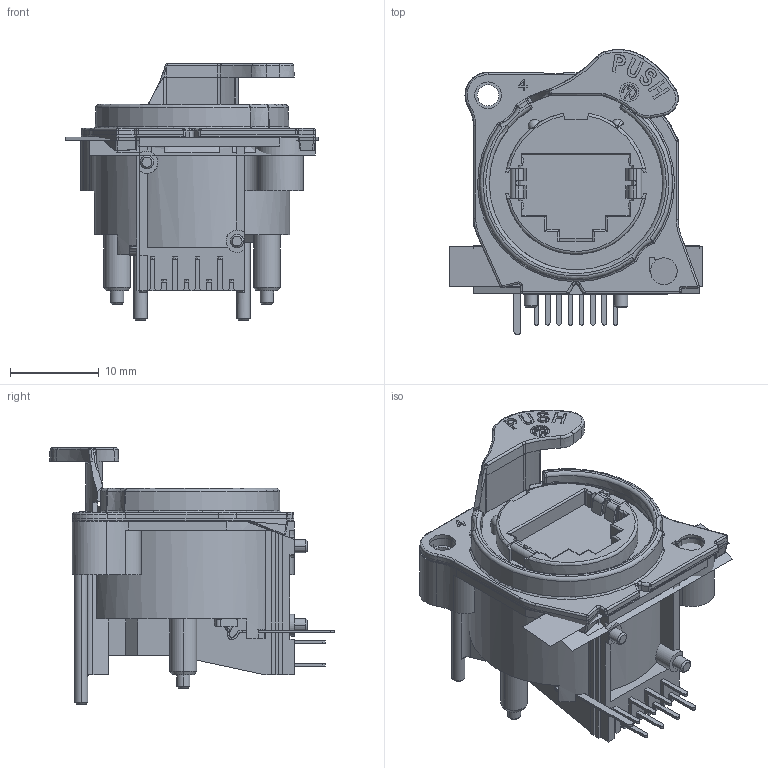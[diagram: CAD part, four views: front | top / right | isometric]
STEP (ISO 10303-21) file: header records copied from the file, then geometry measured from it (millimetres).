
FILE_DESCRIPTION((''),'2;1');
FILE_NAME('30009337','2021-11-19T09:35:53',('SYSTEM'),(''),'CREO PARAMETRIC BY PTC INC, 2021184','CREO PARAMETRIC BY PTC INC, 2021184','');
FILE_SCHEMA(('CONFIG_CONTROL_DESIGN'));
Length unit declared in the file: millimetre
Products named in the file (1): 30009337
Bounding box: 28.4 x 32.04 x 28.87 mm (x, y, z)
Volume: 7446.7 mm3; surface area: 4571.2 mm2
Topology: 1 solids, 9 shells, 1221 faces, 3183 edges, 1972 vertices
Faces by surface type: plane 621, cylinder 265, bspline 121, cone 72, torus 58, extrusion 51, sphere 33
Entity records: 43551 total; most frequent: CARTESIAN_POINT 14764, ORIENTED_EDGE 6334, DIRECTION 5485, EDGE_CURVE 3178, VERTEX_POINT 1972, VECTOR 1877, LINE 1826, AXIS2_PLACEMENT_3D 1804
